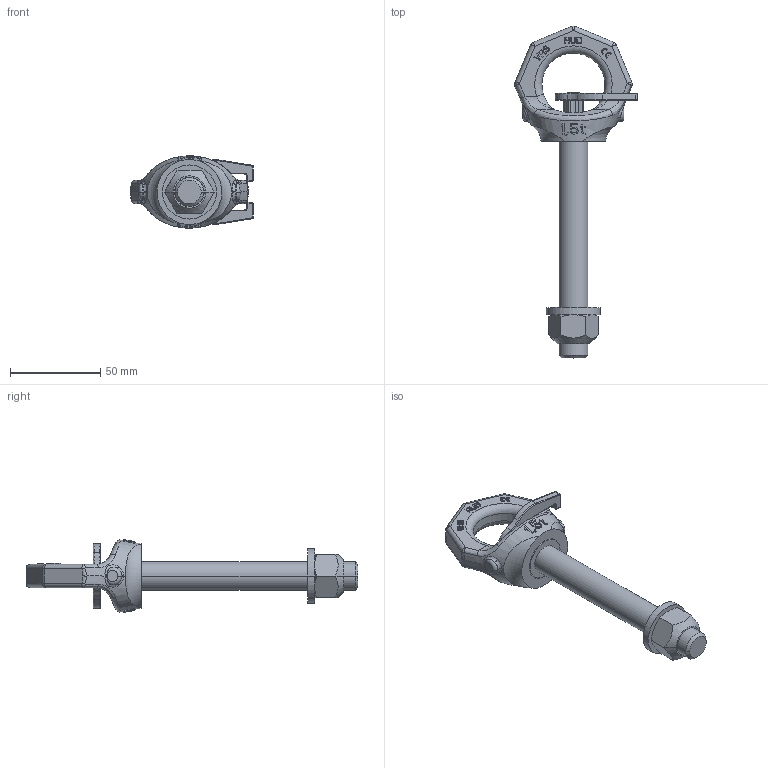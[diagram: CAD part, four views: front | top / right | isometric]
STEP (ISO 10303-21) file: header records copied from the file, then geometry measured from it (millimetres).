
FILE_DESCRIPTION((''),'2;1');
FILE_NAME('001-M33721-P-3_ASM','2018-08-21T',('Andreas.Wendler'),(''),'PRO/ENGINEER BY PARAMETRIC TECHNOLOGY CORPORATION, 2011490','PRO/ENGINEER BY PARAMETRIC TECHNOLOGY CORPORATION, 2011490','');
FILE_SCHEMA(('CONFIG_CONTROL_DESIGN'));
Length unit declared in the file: millimetre
Products named in the file (6): 001-M35307-P-1; 001-M33987-P-2; 001-M33192-P-2; 001-M31624-V04; 001-M31328-V07; 001-M33721-P-3_ASM
Assembly tree (5 placements, depth 2):
  001-M33721-P-3_ASM
    001-M35307-P-1
    001-M33987-P-2
    001-M33192-P-2
    001-M31624-V04
    001-M31328-V07
Bounding box: 68.13 x 184.24 x 40.44 mm (x, y, z)
Volume: 74660.1 mm3; surface area: 26130.3 mm2
Topology: 5 solids, 5 shells, 726 faces, 1949 edges, 1263 vertices
Faces by surface type: plane 534, cylinder 82, bspline 54, torus 32, cone 14, sphere 10
Entity records: 26478 total; most frequent: CARTESIAN_POINT 8916, ORIENTED_EDGE 3898, DIRECTION 3192, EDGE_CURVE 1949, VECTOR 1300, LINE 1300, VERTEX_POINT 1263, AXIS2_PLACEMENT_3D 946
